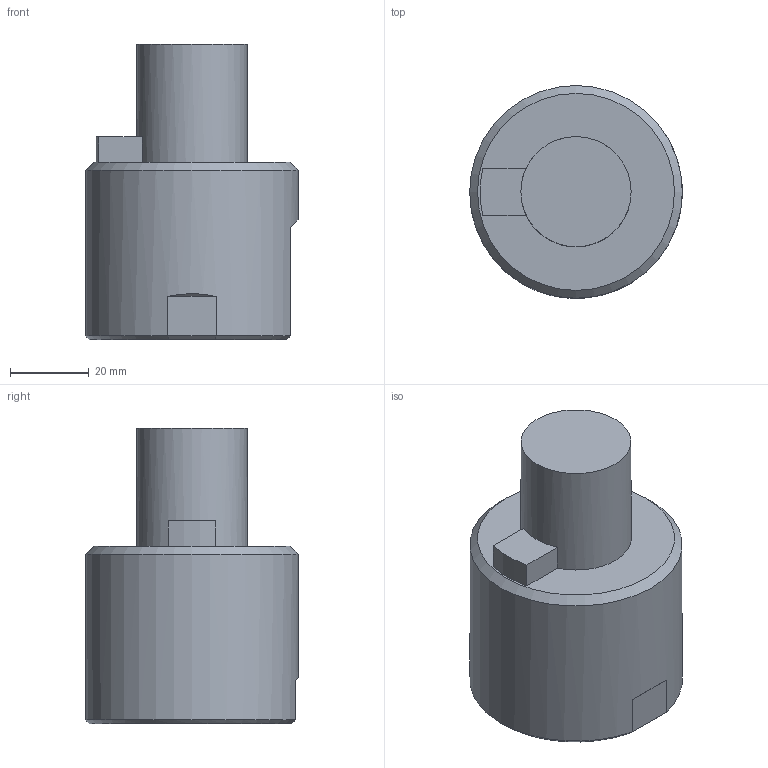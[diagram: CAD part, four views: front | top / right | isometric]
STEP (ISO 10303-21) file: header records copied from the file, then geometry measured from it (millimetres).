
FILE_DESCRIPTION(/* description */ (''),/* implementation_level */ '2;1');
FILE_NAME(/* name */ 'A76003.stp',/* time_stamp */ '2017-10-27T11:34:31+05:00',/* author */ (''),/* organization */ (''),/* preprocessor_version */ 'ST-DEVELOPER v16',/* originating_system */ 'SIEMENS PLM Software NX 11.0',/* authorisation */ '');
FILE_SCHEMA (('AUTOMOTIVE_DESIGN { 1 0 10303 214 3 1 1 1 }'));
Length unit declared in the file: millimetre
Products named in the file (1): A76003
Bounding box: 54 x 54 x 75 mm (x, y, z)
Volume: 115045.6 mm3; surface area: 17826.4 mm2
Topology: 3 solids, 3 shells, 25 faces, 49 edges, 31 vertices
Faces by surface type: plane 18, cylinder 4, cone 3
Full cylindrical faces by diameter (mm): 16 x1, 28 x1, 54 x1
Entity records: 694 total; most frequent: CARTESIAN_POINT 123, DIRECTION 114, ORIENTED_EDGE 88, AXIS2_PLACEMENT_3D 45, EDGE_CURVE 44, EDGE_LOOP 30, VERTEX_POINT 30, ADVANCED_FACE 25
